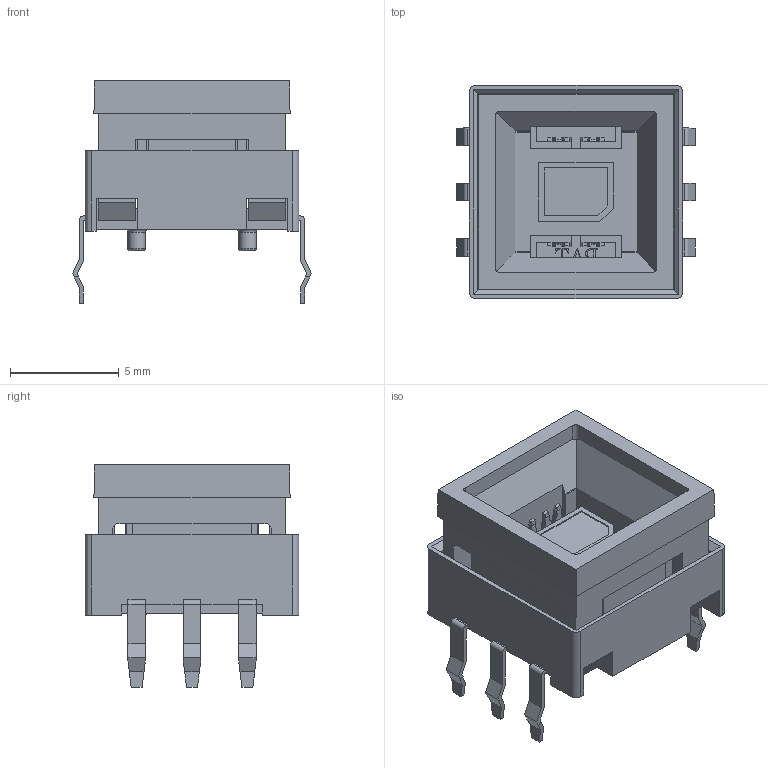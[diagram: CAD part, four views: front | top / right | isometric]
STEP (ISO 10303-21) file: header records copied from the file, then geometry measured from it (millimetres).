
FILE_DESCRIPTION (( 'STEP AP203' ), '1' );
FILE_NAME ('SPD0P1.STEP', '2014-02-13T06:11:22', ( '' ), ( '' ), 'SwSTEP 2.0', 'SolidWorks 2011', '' );
FILE_SCHEMA (( 'CONFIG_CONTROL_DESIGN' ));
Length unit declared in the file: millimetre
Products named in the file (1): SPD0P1
Bounding box: 10.96 x 9.8 x 10.2 mm (x, y, z)
Surface area: 915.7 mm2 (no closed solid volume)
Topology: 0 solids, 8 shells, 747 faces, 2751 edges, 1957 vertices
Faces by surface type: plane 426, bspline 259, cylinder 42, cone 12, torus 8
Entity records: 37421 total; most frequent: CARTESIAN_POINT 16479, ORIENTED_EDGE 4567, DIRECTION 3218, EDGE_CURVE 2751, VERTEX_POINT 1957, VECTOR 1866, LINE 1866, EDGE_LOOP 799
